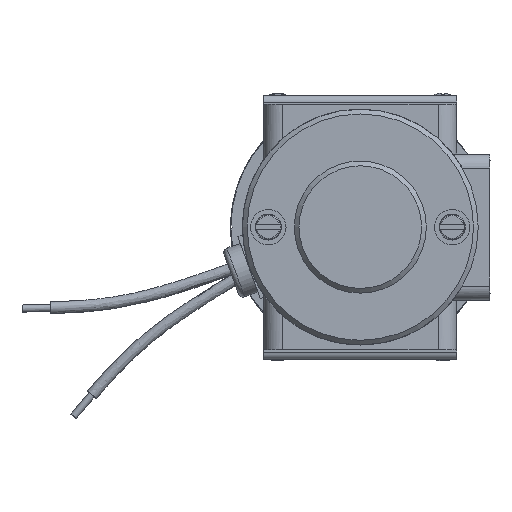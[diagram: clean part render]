
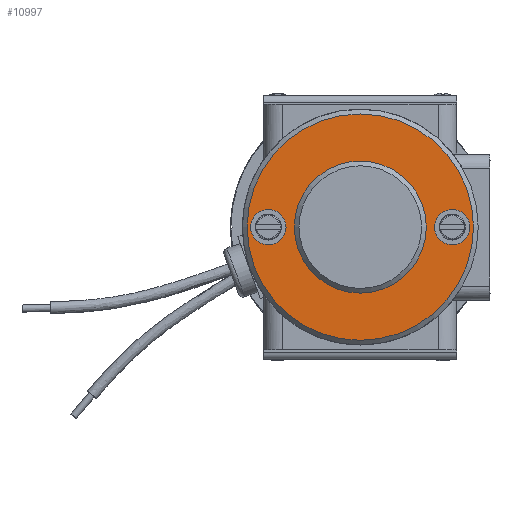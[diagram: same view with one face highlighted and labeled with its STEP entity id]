
A CAD part, left-side view. The second image highlights one B-rep face of the part: STEP entity #10997.
In plain terms, the highlighted planar face has unit normal (-1, 0, 0).
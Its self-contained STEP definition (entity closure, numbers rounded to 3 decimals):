
#275 = DIRECTION ( 'NONE',  ( 0., 0., 1. ) ) ;
#419 = ORIENTED_EDGE ( 'NONE', *, *, #7970, .T. ) ;
#3127 = AXIS2_PLACEMENT_3D ( 'NONE', #11758, #6712, #7758 ) ;
#3203 = EDGE_LOOP ( 'NONE', ( #10084 ) ) ;
#5163 = ORIENTED_EDGE ( 'NONE', *, *, #6220, .F. ) ;
#5703 = AXIS2_PLACEMENT_3D ( 'NONE', #10096, #10107, #9812 ) ;
#5769 = DIRECTION ( 'NONE',  ( 0., 0., 1. ) ) ;
#5786 = DIRECTION ( 'NONE',  ( -1., 0., 0. ) ) ;
#5796 = CARTESIAN_POINT ( 'NONE',  ( -36., 0., 0. ) ) ;
#5845 = PLANE ( 'NONE',  #10035 ) ;
#5855 = ORIENTED_EDGE ( 'NONE', *, *, #6532, .F. ) ;
#5893 = FACE_BOUND ( 'NONE', #7072, .T. ) ;
#5913 = FACE_OUTER_BOUND ( 'NONE', #7104, .T. ) ;
#5962 = FACE_BOUND ( 'NONE', #3203, .T. ) ;
#5978 = FACE_BOUND ( 'NONE', #7235, .T. ) ;
#6220 = EDGE_CURVE ( 'NONE', #9530, #9530, #6335, .T. ) ;
#6335 = CIRCLE ( 'NONE', #3127, 14. ) ;
#6494 = CIRCLE ( 'NONE', #6503, 3.75 ) ;
#6503 = AXIS2_PLACEMENT_3D ( 'NONE', #6910, #6897, #6880 ) ;
#6532 = EDGE_CURVE ( 'NONE', #9369, #9369, #7511, .T. ) ;
#6712 = DIRECTION ( 'NONE',  ( -1., 0., 0. ) ) ;
#6761 = EDGE_CURVE ( 'NONE', #9267, #9267, #6494, .T. ) ;
#6880 = DIRECTION ( 'NONE',  ( 0., 0., -1. ) ) ;
#6897 = DIRECTION ( 'NONE',  ( -1., 0., 0. ) ) ;
#6910 = CARTESIAN_POINT ( 'NONE',  ( -36., -19.5, 0. ) ) ;
#7072 = EDGE_LOOP ( 'NONE', ( #5163 ) ) ;
#7104 = EDGE_LOOP ( 'NONE', ( #419 ) ) ;
#7235 = EDGE_LOOP ( 'NONE', ( #5855 ) ) ;
#7511 = CIRCLE ( 'NONE', #5703, 3.75 ) ;
#7758 = DIRECTION ( 'NONE',  ( 0., 0., 1. ) ) ;
#7970 = EDGE_CURVE ( 'NONE', #8944, #8944, #10572, .T. ) ;
#8937 = CARTESIAN_POINT ( 'NONE',  ( -36., 0., 24. ) ) ;
#8944 = VERTEX_POINT ( 'NONE', #8937 ) ;
#9248 = CARTESIAN_POINT ( 'NONE',  ( -36., -19.5, -3.75 ) ) ;
#9267 = VERTEX_POINT ( 'NONE', #9248 ) ;
#9358 = CARTESIAN_POINT ( 'NONE',  ( -36., 19.5, 3.75 ) ) ;
#9369 = VERTEX_POINT ( 'NONE', #9358 ) ;
#9530 = VERTEX_POINT ( 'NONE', #9545 ) ;
#9545 = CARTESIAN_POINT ( 'NONE',  ( -36., 0., 14. ) ) ;
#9812 = DIRECTION ( 'NONE',  ( 0., 0., 1. ) ) ;
#10035 = AXIS2_PLACEMENT_3D ( 'NONE', #5796, #5786, #5769 ) ;
#10084 = ORIENTED_EDGE ( 'NONE', *, *, #6761, .F. ) ;
#10096 = CARTESIAN_POINT ( 'NONE',  ( -36., 19.5, 0. ) ) ;
#10107 = DIRECTION ( 'NONE',  ( -1., 0., 0. ) ) ;
#10572 = CIRCLE ( 'NONE', #11427, 24. ) ;
#10765 = DIRECTION ( 'NONE',  ( -1., 0., 0. ) ) ;
#10997 = ADVANCED_FACE ( 'Defeature ausgef�hrt1_36', ( #5978, #5962, #5913, #5893 ), #5845, .T. ) ;
#11427 = AXIS2_PLACEMENT_3D ( 'NONE', #11835, #10765, #275 ) ;
#11758 = CARTESIAN_POINT ( 'NONE',  ( -36., 0., 0. ) ) ;
#11835 = CARTESIAN_POINT ( 'NONE',  ( -36., 0., 0. ) ) ;
